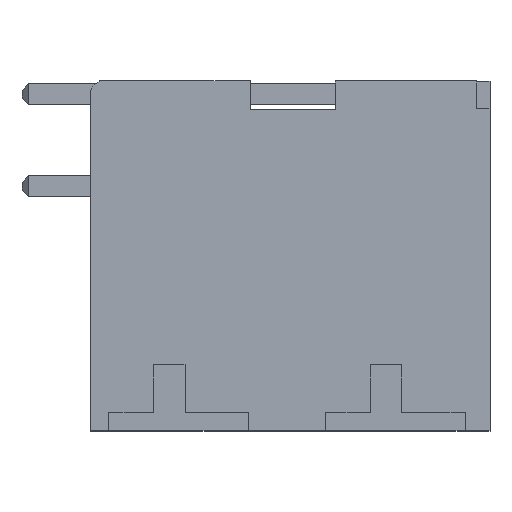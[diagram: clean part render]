
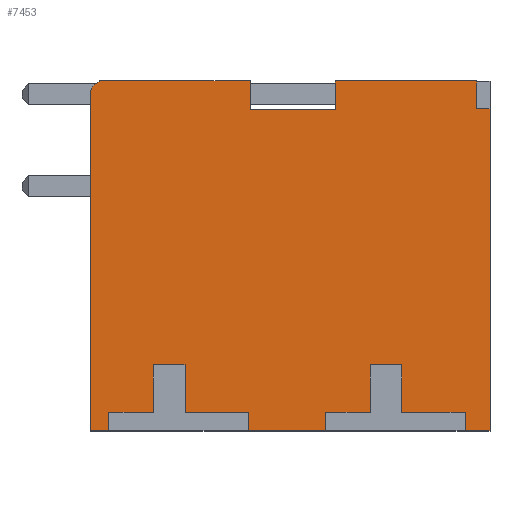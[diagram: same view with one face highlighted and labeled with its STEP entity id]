
A CAD part, top view. The second image highlights one B-rep face of the part: STEP entity #7453.
In plain terms, the highlighted planar face has unit normal (0, 0, 1).
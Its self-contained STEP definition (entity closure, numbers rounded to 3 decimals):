
#1666=DIRECTION('',(-1.,0.,0.));
#1667=VECTOR('',#1666,5.39);
#1668=CARTESIAN_POINT('',(11.703,13.3,33.7));
#1669=LINE('',#1668,#1667);
#1690=DIRECTION('',(0.,-1.,0.));
#1691=VECTOR('',#1690,1.092);
#1692=CARTESIAN_POINT('',(6.313,13.3,33.7));
#1693=LINE('',#1692,#1691);
#1742=DIRECTION('',(0.,1.,0.));
#1743=VECTOR('',#1742,1.092);
#1744=CARTESIAN_POINT('',(3.074,12.208,33.7));
#1745=LINE('',#1744,#1743);
#1782=DIRECTION('',(-1.,0.,0.));
#1783=VECTOR('',#1782,5.716);
#1784=CARTESIAN_POINT('',(3.074,13.3,33.7));
#1785=LINE('',#1784,#1783);
#1834=DIRECTION('',(0.,-1.,0.));
#1835=VECTOR('',#1834,0.02);
#1836=CARTESIAN_POINT('',(-2.641,13.3,33.7));
#1837=LINE('',#1836,#1835);
#2520=DIRECTION('',(-1.,0.,0.));
#2521=VECTOR('',#2520,3.238);
#2522=CARTESIAN_POINT('',(6.313,12.208,33.7));
#2523=LINE('',#2522,#2521);
#2524=DIRECTION('',(0.,1.,0.));
#2525=VECTOR('',#2524,0.7);
#2526=CARTESIAN_POINT('',(11.25,0.,33.7));
#2527=LINE('',#2526,#2525);
#2528=DIRECTION('',(1.,0.,0.));
#2529=VECTOR('',#2528,2.4);
#2530=CARTESIAN_POINT('',(8.85,0.7,33.7));
#2531=LINE('',#2530,#2529);
#2532=DIRECTION('',(0.,-1.,0.));
#2533=VECTOR('',#2532,1.8);
#2534=CARTESIAN_POINT('',(8.85,2.5,33.7));
#2535=LINE('',#2534,#2533);
#2536=DIRECTION('',(1.,0.,0.));
#2537=VECTOR('',#2536,1.2);
#2538=CARTESIAN_POINT('',(7.65,2.5,33.7));
#2539=LINE('',#2538,#2537);
#2540=DIRECTION('',(0.,1.,0.));
#2541=VECTOR('',#2540,1.8);
#2542=CARTESIAN_POINT('',(7.65,0.7,33.7));
#2543=LINE('',#2542,#2541);
#2544=DIRECTION('',(1.,0.,0.));
#2545=VECTOR('',#2544,1.7);
#2546=CARTESIAN_POINT('',(5.95,0.7,33.7));
#2547=LINE('',#2546,#2545);
#2548=DIRECTION('',(0.,1.,0.));
#2549=VECTOR('',#2548,0.7);
#2550=CARTESIAN_POINT('',(5.95,0.,33.7));
#2551=LINE('',#2550,#2549);
#2552=DIRECTION('',(-1.,0.,0.));
#2553=VECTOR('',#2552,2.95);
#2554=CARTESIAN_POINT('',(5.95,0.,33.7));
#2555=LINE('',#2554,#2553);
#2556=DIRECTION('',(0.,1.,0.));
#2557=VECTOR('',#2556,0.7);
#2558=CARTESIAN_POINT('',(3.,0.,33.7));
#2559=LINE('',#2558,#2557);
#2560=DIRECTION('',(1.,0.,0.));
#2561=VECTOR('',#2560,2.4);
#2562=CARTESIAN_POINT('',(0.6,0.7,33.7));
#2563=LINE('',#2562,#2561);
#2564=DIRECTION('',(0.,-1.,0.));
#2565=VECTOR('',#2564,1.8);
#2566=CARTESIAN_POINT('',(0.6,2.5,33.7));
#2567=LINE('',#2566,#2565);
#2568=DIRECTION('',(1.,0.,0.));
#2569=VECTOR('',#2568,1.2);
#2570=CARTESIAN_POINT('',(-0.6,2.5,33.7));
#2571=LINE('',#2570,#2569);
#2572=DIRECTION('',(0.,1.,0.));
#2573=VECTOR('',#2572,1.8);
#2574=CARTESIAN_POINT('',(-0.6,0.7,33.7));
#2575=LINE('',#2574,#2573);
#2576=DIRECTION('',(1.,0.,0.));
#2577=VECTOR('',#2576,1.7);
#2578=CARTESIAN_POINT('',(-2.3,0.7,33.7));
#2579=LINE('',#2578,#2577);
#2580=DIRECTION('',(0.,1.,0.));
#2581=VECTOR('',#2580,0.7);
#2582=CARTESIAN_POINT('',(-2.3,0.,33.7));
#2583=LINE('',#2582,#2581);
#2584=DIRECTION('',(-1.,0.,0.));
#2585=VECTOR('',#2584,0.7);
#2586=CARTESIAN_POINT('',(-2.3,0.,33.7));
#2587=LINE('',#2586,#2585);
#2588=DIRECTION('',(0.,1.,0.));
#2589=VECTOR('',#2588,12.8);
#2590=CARTESIAN_POINT('',(-3.,0.,33.7));
#2591=LINE('',#2590,#2589);
#2592=CARTESIAN_POINT('',(-2.5,12.8,33.7));
#2593=DIRECTION('',(0.,0.,-1.));
#2594=DIRECTION('',(-1.,0.,0.));
#2595=AXIS2_PLACEMENT_3D('',#2592,#2593,#2594);
#2597=DIRECTION('',(0.,-1.,0.));
#2598=VECTOR('',#2597,12.25);
#2599=CARTESIAN_POINT('',(12.2,12.25,33.7));
#2600=LINE('',#2599,#2598);
#2601=DIRECTION('',(-1.,0.,0.));
#2602=VECTOR('',#2601,0.95);
#2603=CARTESIAN_POINT('',(12.2,0.,33.7));
#2604=LINE('',#2603,#2602);
#2764=DIRECTION('',(0.,1.,0.));
#2765=VECTOR('',#2764,1.05);
#2766=CARTESIAN_POINT('',(11.703,12.25,33.7));
#2767=LINE('',#2766,#2765);
#2780=DIRECTION('',(-1.,0.,0.));
#2781=VECTOR('',#2780,0.497);
#2782=CARTESIAN_POINT('',(12.2,12.25,33.7));
#2783=LINE('',#2782,#2781);
#2800=CARTESIAN_POINT('',(-3.,0.,33.7));
#2801=VERTEX_POINT('',#2800);
#2882=CARTESIAN_POINT('',(12.2,12.25,33.7));
#2883=CARTESIAN_POINT('',(12.2,0.,33.7));
#2884=VERTEX_POINT('',#2882);
#2885=VERTEX_POINT('',#2883);
#2892=CARTESIAN_POINT('',(11.703,13.3,33.7));
#2893=VERTEX_POINT('',#2892);
#2894=CARTESIAN_POINT('',(6.313,13.3,33.7));
#2895=VERTEX_POINT('',#2894);
#2896=CARTESIAN_POINT('',(6.313,12.208,33.7));
#2897=VERTEX_POINT('',#2896);
#2906=CARTESIAN_POINT('',(3.074,12.208,33.7));
#2907=CARTESIAN_POINT('',(3.074,13.3,33.7));
#2908=VERTEX_POINT('',#2906);
#2909=VERTEX_POINT('',#2907);
#2918=CARTESIAN_POINT('',(-2.641,13.3,33.7));
#2919=VERTEX_POINT('',#2918);
#2920=CARTESIAN_POINT('',(-2.641,13.28,33.7));
#2921=VERTEX_POINT('',#2920);
#2950=CARTESIAN_POINT('',(-3.,12.8,33.7));
#2951=VERTEX_POINT('',#2950);
#2952=CARTESIAN_POINT('',(11.703,12.25,33.7));
#2953=VERTEX_POINT('',#2952);
#3196=CARTESIAN_POINT('',(11.25,0.7,33.7));
#3197=VERTEX_POINT('',#3196);
#3198=CARTESIAN_POINT('',(11.25,0.,33.7));
#3199=VERTEX_POINT('',#3198);
#3200=CARTESIAN_POINT('',(5.95,0.,33.7));
#3201=VERTEX_POINT('',#3200);
#3202=CARTESIAN_POINT('',(5.95,0.7,33.7));
#3203=VERTEX_POINT('',#3202);
#3204=CARTESIAN_POINT('',(7.65,0.7,33.7));
#3205=VERTEX_POINT('',#3204);
#3206=CARTESIAN_POINT('',(7.65,2.5,33.7));
#3207=VERTEX_POINT('',#3206);
#3208=CARTESIAN_POINT('',(8.85,2.5,33.7));
#3209=VERTEX_POINT('',#3208);
#3210=CARTESIAN_POINT('',(8.85,0.7,33.7));
#3211=VERTEX_POINT('',#3210);
#3212=CARTESIAN_POINT('',(3.,0.,33.7));
#3213=VERTEX_POINT('',#3212);
#3214=CARTESIAN_POINT('',(-2.3,0.,33.7));
#3215=VERTEX_POINT('',#3214);
#3216=CARTESIAN_POINT('',(-2.3,0.7,33.7));
#3217=VERTEX_POINT('',#3216);
#3218=CARTESIAN_POINT('',(-0.6,0.7,33.7));
#3219=VERTEX_POINT('',#3218);
#3220=CARTESIAN_POINT('',(-0.6,2.5,33.7));
#3221=VERTEX_POINT('',#3220);
#3222=CARTESIAN_POINT('',(0.6,2.5,33.7));
#3223=VERTEX_POINT('',#3222);
#3224=CARTESIAN_POINT('',(0.6,0.7,33.7));
#3225=VERTEX_POINT('',#3224);
#3226=CARTESIAN_POINT('',(3.,0.7,33.7));
#3227=VERTEX_POINT('',#3226);
#7400=CARTESIAN_POINT('',(0.,0.,33.7));
#7401=DIRECTION('',(0.,0.,1.));
#7402=DIRECTION('',(1.,0.,0.));
#7403=AXIS2_PLACEMENT_3D('',#7400,#7401,#7402);
#7404=PLANE('',#7403);
#7406=ORIENTED_EDGE('',*,*,#7405,.T.);
#7408=ORIENTED_EDGE('',*,*,#7407,.F.);
#7410=ORIENTED_EDGE('',*,*,#7409,.F.);
#7412=ORIENTED_EDGE('',*,*,#7411,.F.);
#7414=ORIENTED_EDGE('',*,*,#7413,.F.);
#7416=ORIENTED_EDGE('',*,*,#7415,.F.);
#7418=ORIENTED_EDGE('',*,*,#7417,.F.);
#7419=ORIENTED_EDGE('',*,*,#3719,.T.);
#7421=ORIENTED_EDGE('',*,*,#7420,.T.);
#7423=ORIENTED_EDGE('',*,*,#7422,.F.);
#7425=ORIENTED_EDGE('',*,*,#7424,.F.);
#7427=ORIENTED_EDGE('',*,*,#7426,.F.);
#7429=ORIENTED_EDGE('',*,*,#7428,.F.);
#7431=ORIENTED_EDGE('',*,*,#7430,.F.);
#7433=ORIENTED_EDGE('',*,*,#7432,.F.);
#7434=ORIENTED_EDGE('',*,*,#3711,.T.);
#7436=ORIENTED_EDGE('',*,*,#7435,.T.);
#7438=ORIENTED_EDGE('',*,*,#7437,.T.);
#7439=ORIENTED_EDGE('',*,*,#6329,.F.);
#7440=ORIENTED_EDGE('',*,*,#6299,.F.);
#7441=ORIENTED_EDGE('',*,*,#6216,.F.);
#7442=ORIENTED_EDGE('',*,*,#7395,.F.);
#7443=ORIENTED_EDGE('',*,*,#6124,.F.);
#7444=ORIENTED_EDGE('',*,*,#6109,.F.);
#7446=ORIENTED_EDGE('',*,*,#7445,.F.);
#7448=ORIENTED_EDGE('',*,*,#7447,.F.);
#7449=ORIENTED_EDGE('',*,*,#6082,.T.);
#7450=ORIENTED_EDGE('',*,*,#3727,.T.);
#7451=EDGE_LOOP('',(#7406,#7408,#7410,#7412,#7414,#7416,#7418,#7419,#7421,#7423,
#7425,#7427,#7429,#7431,#7433,#7434,#7436,#7438,#7439,#7440,#7441,#7442,#7443,
#7444,#7446,#7448,#7449,#7450));
#7452=FACE_OUTER_BOUND('',#7451,.F.);
#2596=CIRCLE('',#2595,0.5);
#3711=EDGE_CURVE('',#3215,#2801,#2587,.T.);
#3719=EDGE_CURVE('',#3201,#3213,#2555,.T.);
#3727=EDGE_CURVE('',#2885,#3199,#2604,.T.);
#6082=EDGE_CURVE('',#2884,#2885,#2600,.T.);
#6109=EDGE_CURVE('',#2893,#2895,#1669,.T.);
#6124=EDGE_CURVE('',#2895,#2897,#1693,.T.);
#6216=EDGE_CURVE('',#2908,#2909,#1745,.T.);
#6299=EDGE_CURVE('',#2909,#2919,#1785,.T.);
#6329=EDGE_CURVE('',#2919,#2921,#1837,.T.);
#7395=EDGE_CURVE('',#2897,#2908,#2523,.T.);
#7405=EDGE_CURVE('',#3199,#3197,#2527,.T.);
#7407=EDGE_CURVE('',#3211,#3197,#2531,.T.);
#7409=EDGE_CURVE('',#3209,#3211,#2535,.T.);
#7411=EDGE_CURVE('',#3207,#3209,#2539,.T.);
#7413=EDGE_CURVE('',#3205,#3207,#2543,.T.);
#7415=EDGE_CURVE('',#3203,#3205,#2547,.T.);
#7417=EDGE_CURVE('',#3201,#3203,#2551,.T.);
#7420=EDGE_CURVE('',#3213,#3227,#2559,.T.);
#7422=EDGE_CURVE('',#3225,#3227,#2563,.T.);
#7424=EDGE_CURVE('',#3223,#3225,#2567,.T.);
#7426=EDGE_CURVE('',#3221,#3223,#2571,.T.);
#7428=EDGE_CURVE('',#3219,#3221,#2575,.T.);
#7430=EDGE_CURVE('',#3217,#3219,#2579,.T.);
#7432=EDGE_CURVE('',#3215,#3217,#2583,.T.);
#7435=EDGE_CURVE('',#2801,#2951,#2591,.T.);
#7437=EDGE_CURVE('',#2951,#2921,#2596,.T.);
#7445=EDGE_CURVE('',#2953,#2893,#2767,.T.);
#7447=EDGE_CURVE('',#2884,#2953,#2783,.T.);
#7453=ADVANCED_FACE('',(#7452),#7404,.T.);
